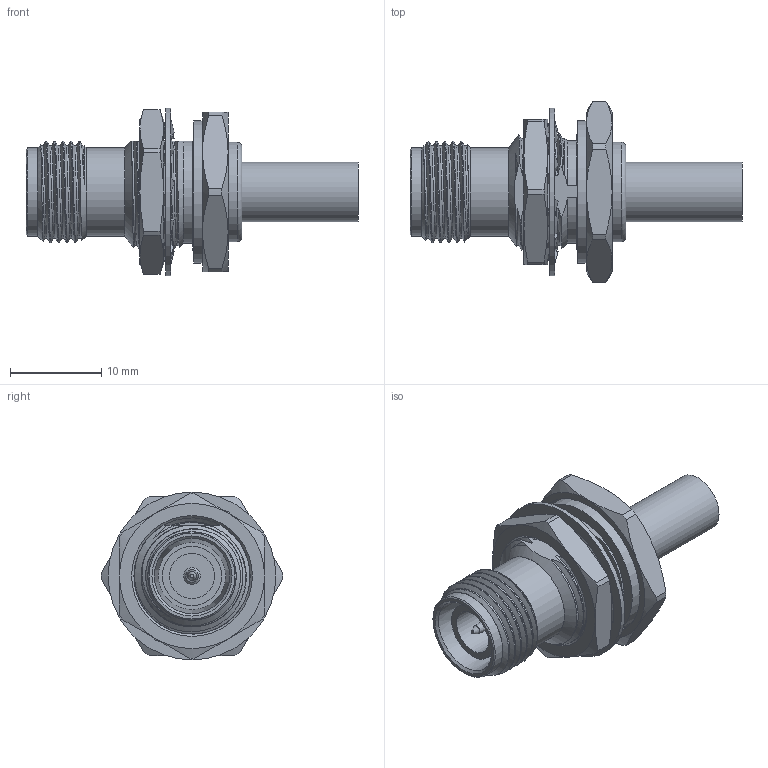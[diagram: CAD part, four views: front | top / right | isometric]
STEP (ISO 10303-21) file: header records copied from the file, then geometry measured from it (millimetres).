
FILE_DESCRIPTION (( 'STEP AP203' ), '1' );
FILE_NAME ('PE4695_3D.STEP', '2020-06-10T17:01:33', ( '' ), ( '' ), 'SwSTEP 2.0', 'SolidWorks 2018', '' );
FILE_SCHEMA (( 'CONFIG_CONTROL_DESIGN' ));
Length unit declared in the file: inch
Products named in the file (1): PE4695_3D
Bounding box: 36.32 x 19.82 x 18.34 mm (x, y, z)
Volume: 2860.6 mm3; surface area: 3841.8 mm2
Topology: 5 solids, 5 shells, 206 faces, 589 edges, 406 vertices
Faces by surface type: bspline 70, plane 48, cylinder 48, cone 39, torus 1
Full cylindrical faces by diameter (mm): 1.346 x1, 1.854 x1, 3.2 x1, 4.47 x1, 4.5 x1, 4.953 x1, 5.715 x1, 6.477 x2, 9.652 x2, 10.887 x1, 12.7 x1, 13.008 x1, 15.548 x1, 16.047 x1, 18.339 x1
Entity records: 17763 total; most frequent: CARTESIAN_POINT 13125, ORIENTED_EDGE 1092, DIRECTION 699, EDGE_CURVE 546, VERTEX_POINT 394, AXIS2_PLACEMENT_3D 281, EDGE_LOOP 256, FACE_OUTER_BOUND 223
